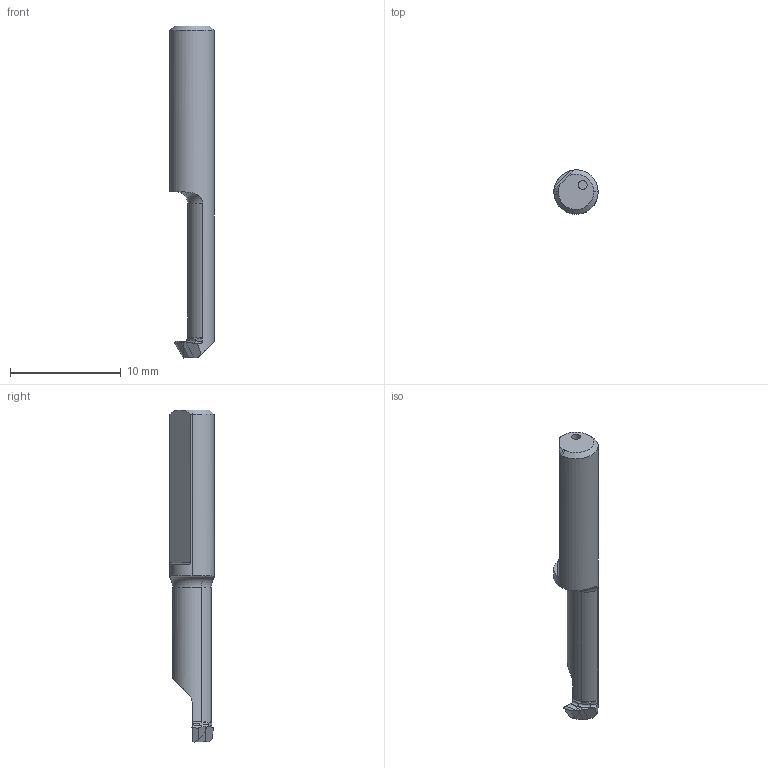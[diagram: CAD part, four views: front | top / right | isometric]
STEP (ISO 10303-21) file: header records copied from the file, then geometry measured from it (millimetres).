
FILE_DESCRIPTION(('CATIA V5 STEP','CAx-IF Rec.Pracs.--- Model Styling and Organization---1.2---2011-12-15'),'2;1');
FILE_NAME('6861008 - MINBR04-140015D040_STPL.stp','2018-06-08T05:22:43+00:00',('none'),('none'),'CATIA Version 5 Release 21 SP 5 (IN-10)','CATIA V5 STEP AP214','none');
FILE_SCHEMA(('AUTOMOTIVE_DESIGN { 1 0 10303 214 1 1 1 1 }'));
Length unit declared in the file: millimetre
Products named in the file (1): MINBR04-140015D040
Bounding box: 4 x 4 x 30 mm (x, y, z)
Volume: 251.5 mm3; surface area: 344.7 mm2
Topology: 2 solids, 2 shells, 54 faces, 145 edges, 97 vertices
Faces by surface type: plane 17, cylinder 15, bspline 14, torus 4, cone 4
Entity records: 1998 total; most frequent: CARTESIAN_POINT 722, ORIENTED_EDGE 276, DIRECTION 160, EDGE_CURVE 138, VERTEX_POINT 89, B_SPLINE_CURVE_WITH_KNOTS 67, AXIS2_PLACEMENT_3D 66, EDGE_LOOP 55
